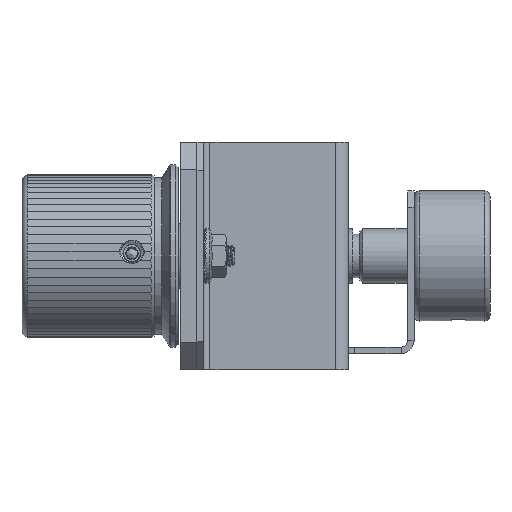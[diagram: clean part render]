
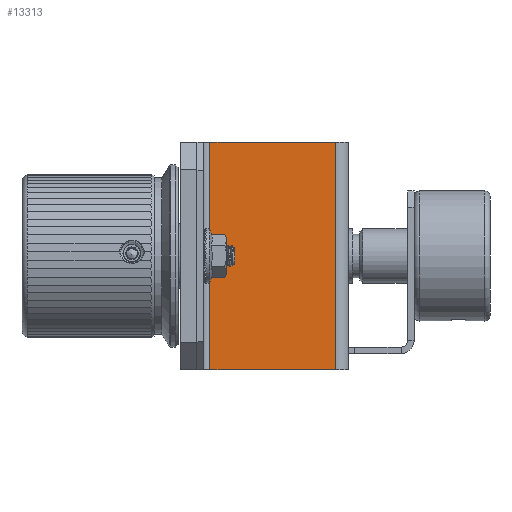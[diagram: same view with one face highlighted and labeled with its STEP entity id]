
A CAD part, left-side view. The second image highlights one B-rep face of the part: STEP entity #13313.
In plain terms, the highlighted planar face has unit normal (-1, 0, 0).
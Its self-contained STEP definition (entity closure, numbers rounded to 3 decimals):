
#998=PLANE('',#14297);
#1462=FACE_OUTER_BOUND('',#2269,.T.);
#2269=EDGE_LOOP('',(#9180,#9181,#9182,#9183));
#3148=LINE('',#19322,#4197);
#3157=LINE('',#19349,#4206);
#3165=LINE('',#19366,#4214);
#3167=LINE('',#19373,#4216);
#4197=VECTOR('',#15673,10.);
#4206=VECTOR('',#15706,10.);
#4214=VECTOR('',#15722,10.);
#4216=VECTOR('',#15730,1.74);
#5671=VERTEX_POINT('',#19312);
#5672=VERTEX_POINT('',#19316);
#5678=VERTEX_POINT('',#19347);
#5683=VERTEX_POINT('',#19365);
#7015=EDGE_CURVE('',#5671,#5672,#3148,.T.);
#7028=EDGE_CURVE('',#5672,#5678,#3157,.T.);
#7036=EDGE_CURVE('',#5678,#5683,#3165,.T.);
#7040=EDGE_CURVE('',#5683,#5671,#3167,.T.);
#9180=ORIENTED_EDGE('',*,*,#7015,.T.);
#9181=ORIENTED_EDGE('',*,*,#7028,.T.);
#9182=ORIENTED_EDGE('',*,*,#7036,.T.);
#9183=ORIENTED_EDGE('',*,*,#7040,.T.);
#13313=ADVANCED_FACE('',(#1462),#998,.T.);
#14297=AXIS2_PLACEMENT_3D('',#19385,#15745,#15746);
#15673=DIRECTION('',(0.,0.,-1.));
#15706=DIRECTION('',(0.,-1.,0.));
#15722=DIRECTION('',(0.,0.,1.));
#15730=DIRECTION('',(0.,1.,0.));
#15745=DIRECTION('center_axis',(-1.,0.,0.));
#15746=DIRECTION('ref_axis',(0.,0.,
-1.));
#19312=CARTESIAN_POINT('',(-20.,25.6,21.));
#19316=CARTESIAN_POINT('',(-20.,25.6,-21.));
#19322=CARTESIAN_POINT('',(-20.,25.6,10.5));
#19347=CARTESIAN_POINT('',(-20.,2.4,-21.));
#19349=CARTESIAN_POINT('',(-20.,2.4,-21.));
#19365=CARTESIAN_POINT('',(-20.,2.4,21.));
#19366=CARTESIAN_POINT('',(-20.,2.4,0.));
#19373=CARTESIAN_POINT('',(-20.,-3.066,21.));
#19385=CARTESIAN_POINT('Origin',(-20.,13.833,0.));
